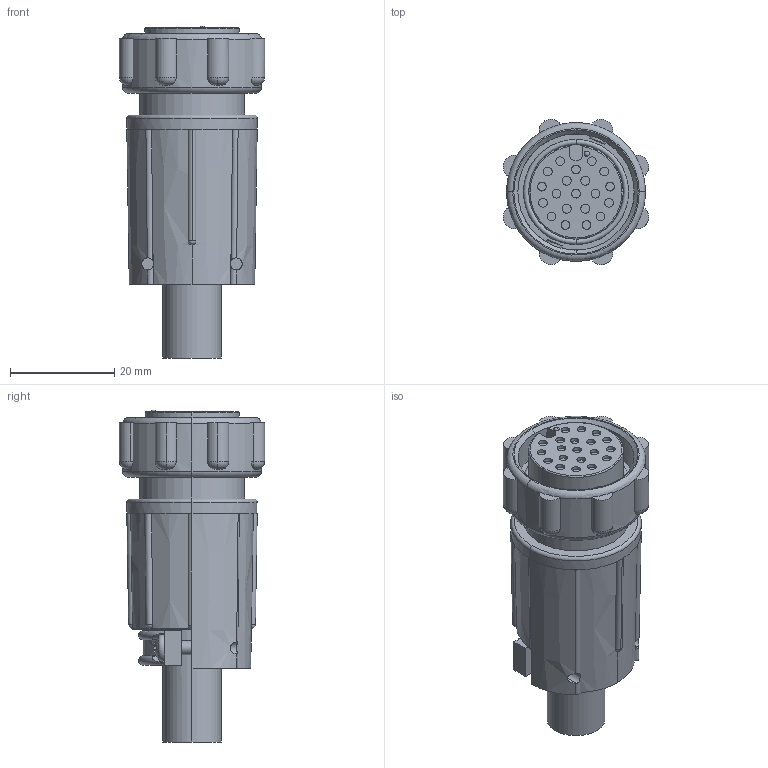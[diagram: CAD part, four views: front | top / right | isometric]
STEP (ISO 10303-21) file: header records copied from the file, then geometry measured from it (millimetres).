
FILE_DESCRIPTION (( 'STEP AP203' ), '1' );
FILE_NAME ('13282-20SG-326.STEP', '2014-03-27T15:43:18', ( '' ), ( '' ), 'SwSTEP 2.0', 'SolidWorks 2014', '' );
FILE_SCHEMA (( 'CONFIG_CONTROL_DESIGN' ));
Length unit declared in the file: inch
Products named in the file (1): 13282-20SG-326
Bounding box: 27.91 x 27.91 x 63.8 mm (x, y, z)
Volume: 21838 mm3; surface area: 7815.9 mm2
Topology: 1 solids, 1 shells, 281 faces, 709 edges, 459 vertices
Faces by surface type: plane 124, cylinder 100, torus 39, cone 9, sphere 9
Entity records: 9891 total; most frequent: CARTESIAN_POINT 3108, DIRECTION 1428, ORIENTED_EDGE 1408, EDGE_CURVE 704, AXIS2_PLACEMENT_3D 597, VERTEX_POINT 457, EDGE_LOOP 317, CIRCLE 315
